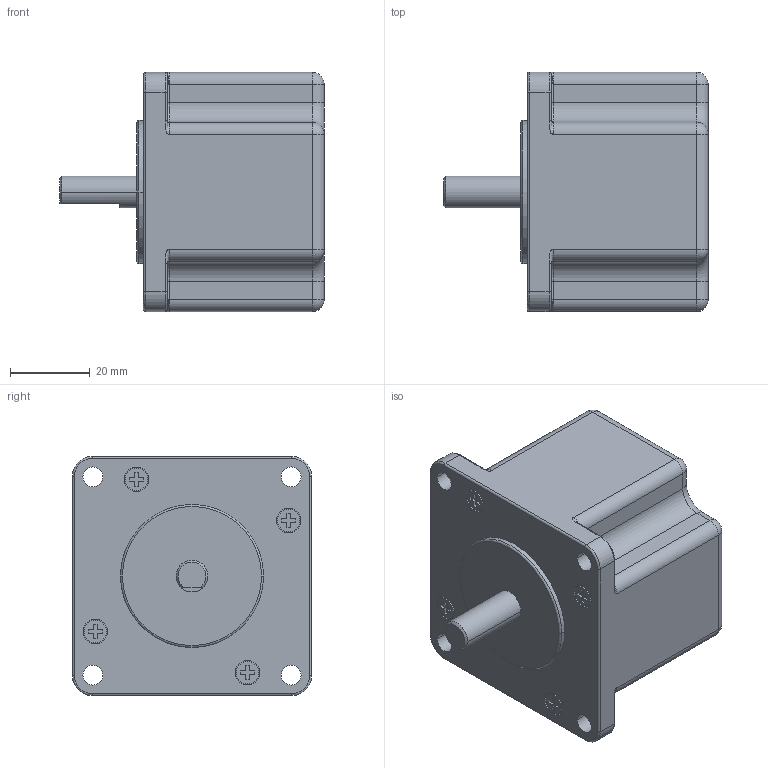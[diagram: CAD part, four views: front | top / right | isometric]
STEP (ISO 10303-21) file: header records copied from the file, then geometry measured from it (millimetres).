
FILE_DESCRIPTION((''),'2;1');
FILE_NAME('44','2017-04-07T',('Administrator'),(''),'PRO/ENGINEER BY PARAMETRIC TECHNOLOGY CORPORATION, 2010100','PRO/ENGINEER BY PARAMETRIC TECHNOLOGY CORPORATION, 2010100','');
FILE_SCHEMA(('CONFIG_CONTROL_DESIGN'));
Length unit declared in the file: millimetre
Products named in the file (1): 44
Bounding box: 66.5 x 60.2 x 60.2 mm (x, y, z)
Volume: 141531.3 mm3; surface area: 17954.8 mm2
Topology: 1 solids, 1 shells, 193 faces, 457 edges, 280 vertices
Faces by surface type: plane 82, cylinder 76, torus 18, bspline 8, sphere 8, cone 1
Entity records: 7404 total; most frequent: CARTESIAN_POINT 2842, DIRECTION 976, ORIENTED_EDGE 914, EDGE_CURVE 457, AXIS2_PLACEMENT_3D 352, VERTEX_POINT 280, VECTOR 272, LINE 272
